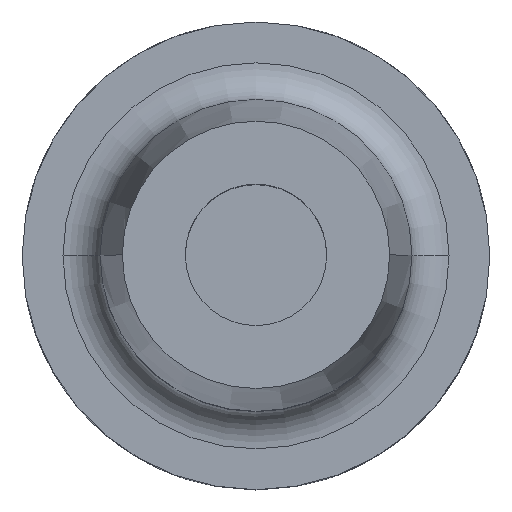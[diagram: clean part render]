
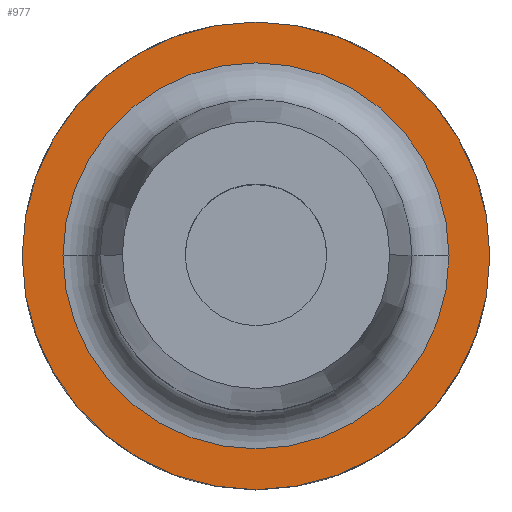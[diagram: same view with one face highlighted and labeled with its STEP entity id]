
A CAD part, top view. The second image highlights one B-rep face of the part: STEP entity #977.
In plain terms, the highlighted planar face has unit normal (0, 0, 1).
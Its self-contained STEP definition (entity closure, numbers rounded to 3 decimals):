
#78 = ORIENTED_EDGE ( 'NONE', *, *, #2716, .T. ) ;
#464 = CARTESIAN_POINT ( 'NONE',  ( 0., 0., 22. ) ) ;
#467 = CARTESIAN_POINT ( 'NONE',  ( 0., 0., 22. ) ) ;
#509 = FACE_BOUND ( 'NONE', #2980, .T. ) ;
#518 = AXIS2_PLACEMENT_3D ( 'NONE', #3797, #1484, #4161 ) ;
#847 = DIRECTION ( 'NONE',  ( -1., 0., 0. ) ) ;
#848 = AXIS2_PLACEMENT_3D ( 'NONE', #464, #3174, #847 ) ;
#851 = DIRECTION ( 'NONE',  ( -1., 0., 0. ) ) ;
#956 = CARTESIAN_POINT ( 'NONE',  ( 0., 0., 22. ) ) ;
#977 = ADVANCED_FACE ( 'NONE', ( #509, #4431 ), #4269, .F. ) ;
#1256 = CARTESIAN_POINT ( 'NONE',  ( -31.5, 0., 22. ) ) ;
#1484 = DIRECTION ( 'NONE',  ( 0., 0., 1. ) ) ;
#1525 = CARTESIAN_POINT ( 'NONE',  ( 26., 0., 22. ) ) ;
#1628 = ORIENTED_EDGE ( 'NONE', *, *, #2462, .T. ) ;
#1703 = DIRECTION ( 'NONE',  ( 0., 0., 1. ) ) ;
#2069 = AXIS2_PLACEMENT_3D ( 'NONE', #956, #4847, #2612 ) ;
#2113 = ORIENTED_EDGE ( 'NONE', *, *, #3582, .T. ) ;
#2422 = EDGE_LOOP ( 'NONE', ( #78, #2113 ) ) ;
#2426 = CIRCLE ( 'NONE', #2476, 31.5 ) ;
#2462 = EDGE_CURVE ( 'NONE', #3595, #2885, #3688, .T. ) ;
#2476 = AXIS2_PLACEMENT_3D ( 'NONE', #4001, #1703, #4351 ) ;
#2612 = DIRECTION ( 'NONE',  ( -1., 0., 0. ) ) ;
#2716 = EDGE_CURVE ( 'NONE', #4205, #4253, #2426, .T. ) ;
#2885 = VERTEX_POINT ( 'NONE', #1525 ) ;
#2980 = EDGE_LOOP ( 'NONE', ( #1628, #3682 ) ) ;
#3174 = DIRECTION ( 'NONE',  ( 0., 0., -1. ) ) ;
#3178 = DIRECTION ( 'NONE',  ( 0., 0., -1. ) ) ;
#3431 = CARTESIAN_POINT ( 'NONE',  ( -26., 0., 22. ) ) ;
#3567 = CARTESIAN_POINT ( 'NONE',  ( 31.5, 0., 22. ) ) ;
#3573 = CIRCLE ( 'NONE', #2069, 26. ) ;
#3582 = EDGE_CURVE ( 'NONE', #4253, #4205, #4541, .T. ) ;
#3595 = VERTEX_POINT ( 'NONE', #3431 ) ;
#3641 = EDGE_CURVE ( 'NONE', #2885, #3595, #3573, .T. ) ;
#3682 = ORIENTED_EDGE ( 'NONE', *, *, #3641, .T. ) ;
#3688 = CIRCLE ( 'NONE', #4587, 26. ) ;
#3797 = CARTESIAN_POINT ( 'NONE',  ( 0., 0., 22. ) ) ;
#4001 = CARTESIAN_POINT ( 'NONE',  ( 0., 0., 22. ) ) ;
#4161 = DIRECTION ( 'NONE',  ( 1., 0., 0. ) ) ;
#4205 = VERTEX_POINT ( 'NONE', #3567 ) ;
#4253 = VERTEX_POINT ( 'NONE', #1256 ) ;
#4269 = PLANE ( 'NONE',  #848 ) ;
#4351 = DIRECTION ( 'NONE',  ( 1., 0., 0. ) ) ;
#4431 = FACE_OUTER_BOUND ( 'NONE', #2422, .T. ) ;
#4541 = CIRCLE ( 'NONE', #518, 31.5 ) ;
#4587 = AXIS2_PLACEMENT_3D ( 'NONE', #467, #3178, #851 ) ;
#4847 = DIRECTION ( 'NONE',  ( 0., 0., -1. ) ) ;
